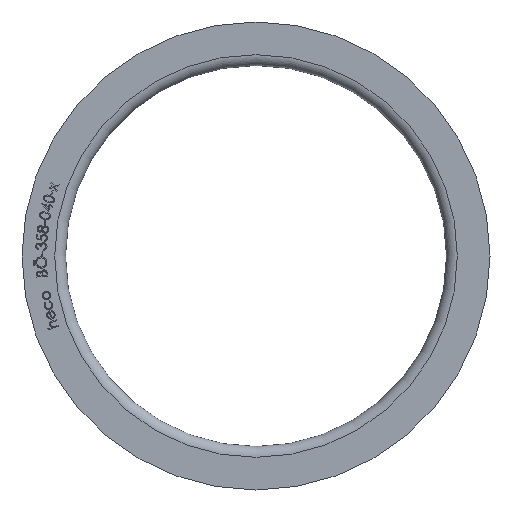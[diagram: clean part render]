
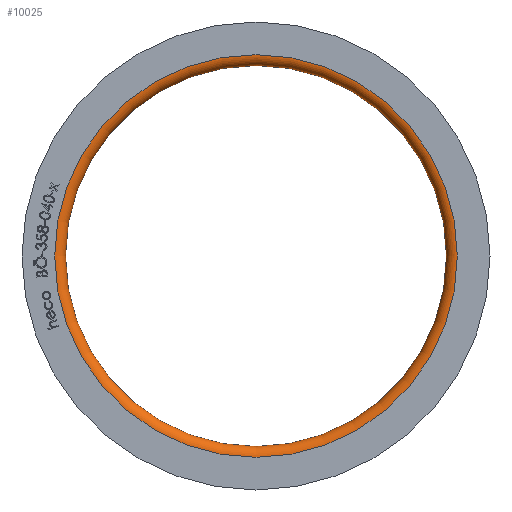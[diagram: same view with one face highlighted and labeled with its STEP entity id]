
A CAD part, left-side view. The second image highlights one B-rep face of the part: STEP entity #10025.
In plain terms, the highlighted toroidal (fillet/blend) face has major radius 185 mm and minor radius 10 mm.
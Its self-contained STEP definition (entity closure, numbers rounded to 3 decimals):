
#136 = AXIS2_PLACEMENT_3D ( 'NONE', #10750, #9439, #10589 ) ;
#554 = EDGE_CURVE ( 'NONE', #1919, #1919, #4935, .T. ) ;
#757 = CARTESIAN_POINT ( 'NONE',  ( 10., 0., 175. ) ) ;
#909 = EDGE_LOOP ( 'NONE', ( #16040 ) ) ;
#1123 = DIRECTION ( 'NONE',  ( -1., 0., 0. ) ) ;
#1750 = TOROIDAL_SURFACE ( 'NONE', #4921, 185., 10. ) ;
#1919 = VERTEX_POINT ( 'NONE', #757 ) ;
#2803 = EDGE_LOOP ( 'NONE', ( #6795 ) ) ;
#4496 = VERTEX_POINT ( 'NONE', #8449 ) ;
#4921 = AXIS2_PLACEMENT_3D ( 'NONE', #11432, #1123, #13799 ) ;
#4935 = CIRCLE ( 'NONE', #15162, 175. ) ;
#6343 = FACE_OUTER_BOUND ( 'NONE', #909, .T. ) ;
#6795 = ORIENTED_EDGE ( 'NONE', *, *, #10419, .T. ) ;
#8114 = DIRECTION ( 'NONE',  ( 0., 0., 1. ) ) ;
#8449 = CARTESIAN_POINT ( 'NONE',  ( 0., 0., 185. ) ) ;
#8890 = CIRCLE ( 'NONE', #136, 185. ) ;
#9356 = DIRECTION ( 'NONE',  ( -1., 0., 0. ) ) ;
#9439 = DIRECTION ( 'NONE',  ( -1., 0., 0. ) ) ;
#10025 = ADVANCED_FACE ( 'NONE', ( #6343, #10126 ), #1750, .T. ) ;
#10126 = FACE_OUTER_BOUND ( 'NONE', #2803, .T. ) ;
#10419 = EDGE_CURVE ( 'NONE', #4496, #4496, #8890, .T. ) ;
#10589 = DIRECTION ( 'NONE',  ( 0., 0., 1. ) ) ;
#10750 = CARTESIAN_POINT ( 'NONE',  ( 0., 0., 0. ) ) ;
#11432 = CARTESIAN_POINT ( 'NONE',  ( 10., 0., 0. ) ) ;
#11797 = CARTESIAN_POINT ( 'NONE',  ( 10., 0., 0. ) ) ;
#13799 = DIRECTION ( 'NONE',  ( 0., 0., 1. ) ) ;
#15162 = AXIS2_PLACEMENT_3D ( 'NONE', #11797, #9356, #8114 ) ;
#16040 = ORIENTED_EDGE ( 'NONE', *, *, #554, .F. ) ;
